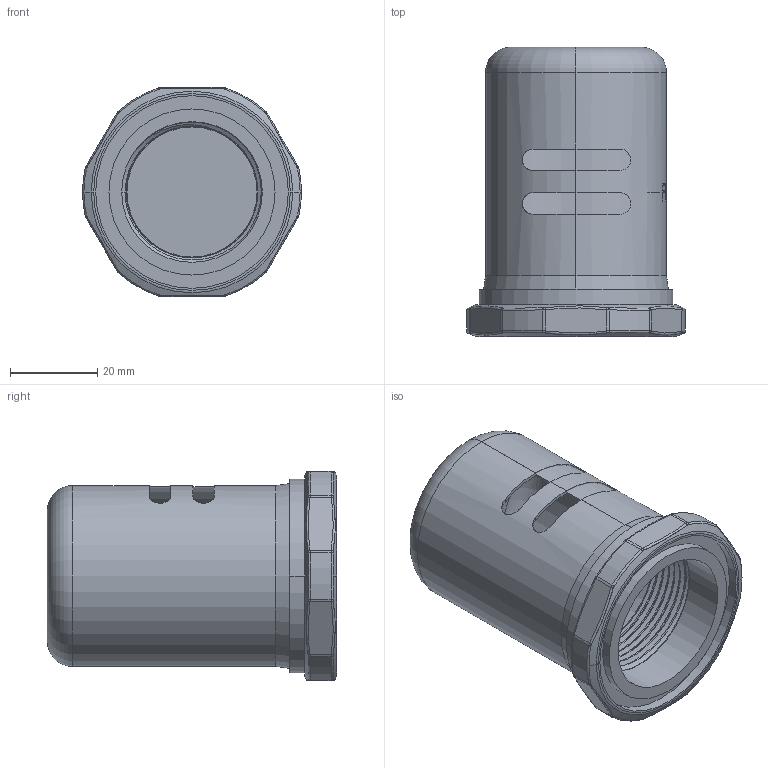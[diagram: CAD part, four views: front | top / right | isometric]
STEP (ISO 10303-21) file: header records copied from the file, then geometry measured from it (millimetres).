
FILE_DESCRIPTION((''),'2;1');
FILE_NAME('3190-5751_ASM','2019-03-01T11:39:57',('rsmith'),(''),'CREO PARAMETRIC BY PTC INC, 2018400','CREO PARAMETRIC BY PTC INC, 2018400','');
FILE_SCHEMA(('CONFIG_CONTROL_DESIGN'));
Length unit declared in the file: inch
Products named in the file (6): 12697; 12736; 91227; 20-244_ASM; 50688; 3190-5751_ASM
Assembly tree (5 placements, depth 3):
  3190-5751_ASM
    12697
    20-244_ASM
      12736
      91227
    50688
Bounding box: 50.18 x 66.42 x 48.01 mm (x, y, z)
Volume: 19784.7 mm3; surface area: 39127.1 mm2
Topology: 4 solids, 7 shells, 273 faces, 689 edges, 429 vertices
Faces by surface type: bspline 84, cylinder 80, plane 55, torus 40, cone 14
Entity records: 15304 total; most frequent: CARTESIAN_POINT 9047, ORIENTED_EDGE 1312, DIRECTION 1232, EDGE_CURVE 689, AXIS2_PLACEMENT_3D 528, VERTEX_POINT 429, CIRCLE 322, EDGE_LOOP 291
